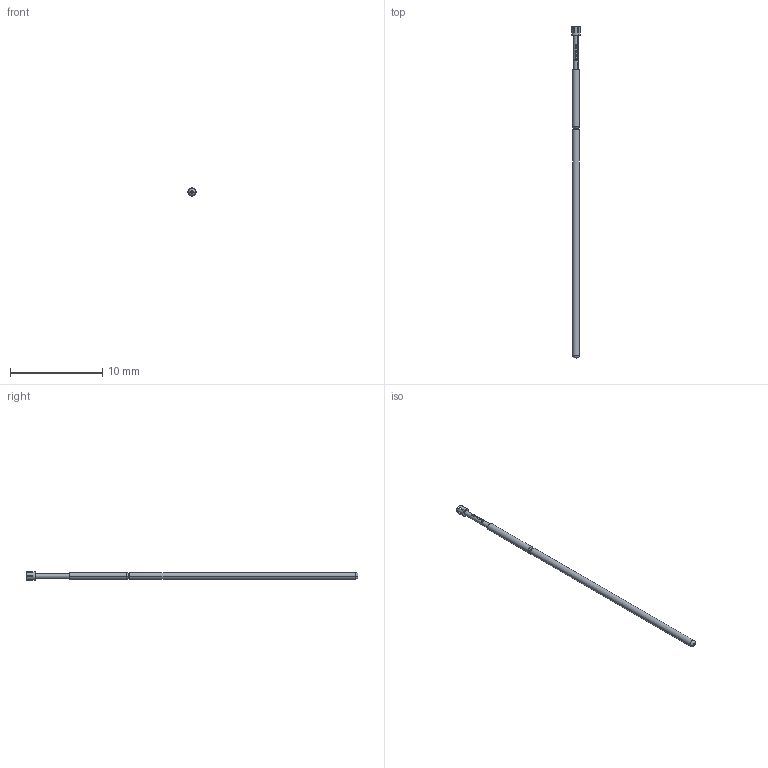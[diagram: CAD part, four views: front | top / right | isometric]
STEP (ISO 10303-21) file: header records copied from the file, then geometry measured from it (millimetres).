
FILE_DESCRIPTION (( 'STEP AP203' ), '1' );
FILE_NAME ('INGUN_GKS-051_319_090_A_xx00.STEP', '2021-10-19T09:07:02', ( 'ochi' ), ( '' ), 'SwSTEP 2.0', 'SolidWorks 2018', '' );
FILE_SCHEMA (( 'CONFIG_CONTROL_DESIGN' ));
Length unit declared in the file: millimetre
Products named in the file (1): INGUN_GKS-051_319_090_A_xx00
Bounding box: 0.9 x 36 x 0.9 mm (x, y, z)
Volume: 14.9 mm3; surface area: 86 mm2
Topology: 1 solids, 1 shells, 100 faces, 273 edges, 182 vertices
Faces by surface type: plane 46, bspline 22, cylinder 14, cone 12, torus 6
Entity records: 4630 total; most frequent: CARTESIAN_POINT 2414, ORIENTED_EDGE 546, DIRECTION 285, EDGE_CURVE 273, B_SPLINE_CURVE_WITH_KNOTS 190, VERTEX_POINT 182, AXIS2_PLACEMENT_3D 123, EDGE_LOOP 107
